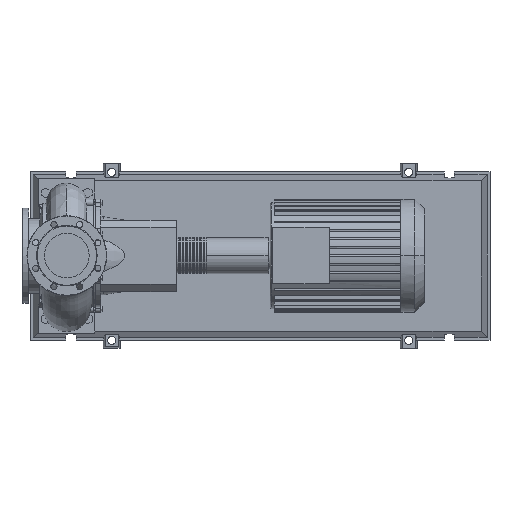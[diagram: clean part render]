
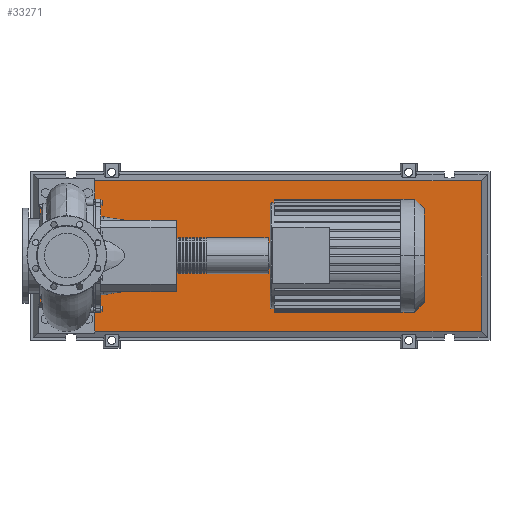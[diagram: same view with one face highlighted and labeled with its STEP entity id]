
A CAD part, top view. The second image highlights one B-rep face of the part: STEP entity #33271.
In plain terms, the highlighted planar face has unit normal (0, 0, 1).
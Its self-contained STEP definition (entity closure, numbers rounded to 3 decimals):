
#32952=CARTESIAN_POINT('',(1478.185,-268.185,123.0));
#32953=VERTEX_POINT('',#32952);
#32960=CARTESIAN_POINT('',(-98.185,-268.185,123.0));
#32961=VERTEX_POINT('',#32960);
#32962=CARTESIAN_POINT('',(1478.185,-268.185,123.0));
#32963=DIRECTION('',(-1.0,0.0,0.0));
#32964=VECTOR('',#32963,1576.37);
#32965=LINE('',#32962,#32964);
#32966=EDGE_CURVE('',#32953,#32961,#32965,.T.);
#33184=CARTESIAN_POINT('',(1478.185,268.185,123.0));
#33185=VERTEX_POINT('',#33184);
#33186=CARTESIAN_POINT('',(1478.185,268.185,123.0));
#33187=DIRECTION('',(0.0,-1.0,0.0));
#33188=VECTOR('',#33187,536.37);
#33189=LINE('',#33186,#33188);
#33190=EDGE_CURVE('',#33185,#32953,#33189,.T.);
#33208=CARTESIAN_POINT('',(-98.185,268.185,123.0));
#33209=VERTEX_POINT('',#33208);
#33210=CARTESIAN_POINT('',(-98.185,-268.185,123.0));
#33211=DIRECTION('',(0.0,1.0,0.0));
#33212=VECTOR('',#33211,536.37);
#33213=LINE('',#33210,#33212);
#33214=EDGE_CURVE('',#32961,#33209,#33213,.T.);
#33247=CARTESIAN_POINT('',(-98.185,268.185,123.0));
#33248=DIRECTION('',(1.0,0.0,0.0));
#33249=VECTOR('',#33248,1576.37);
#33250=LINE('',#33247,#33249);
#33251=EDGE_CURVE('',#33209,#33185,#33250,.T.);
#33260=CARTESIAN_POINT('',(690.,0.,123.0));
#33261=DIRECTION('',(0.0,0.0,1.0));
#33262=DIRECTION('',(1.0,0.0,0.0));
#33263=AXIS2_PLACEMENT_3D('',#33260,#33261,#33262);
#33264=PLANE('',#33263);
#33265=ORIENTED_EDGE('',*,*,#33190,.F.);
#33266=ORIENTED_EDGE('',*,*,#33251,.F.);
#33267=ORIENTED_EDGE('',*,*,#33214,.F.);
#33268=ORIENTED_EDGE('',*,*,#32966,.F.);
#33269=EDGE_LOOP('',(#33265,#33266,#33267,#33268));
#33270=FACE_OUTER_BOUND('',#33269,.T.);
#33271=ADVANCED_FACE('',(#33270),#33264,.T.);
